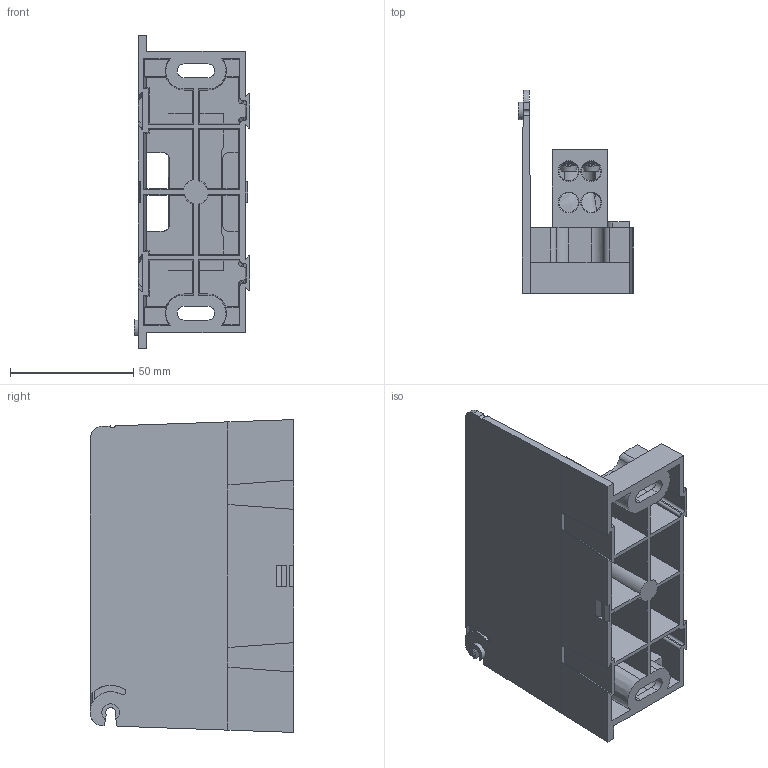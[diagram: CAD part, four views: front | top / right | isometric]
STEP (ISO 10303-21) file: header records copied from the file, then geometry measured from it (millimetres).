
FILE_DESCRIPTION (( 'STEP AP214' ), '1' );
FILE_NAME ('701911rev-ADDER.STEP', '2014-02-18T12:35:14', ( '' ), ( '' ), 'SwSTEP 2.0', 'SolidWorks 2013', '' );
FILE_SCHEMA (( 'AUTOMOTIVE_DESIGN' ));
Length unit declared in the file: inch
Products named in the file (1): 701911rev-ADDER
Bounding box: 46.93 x 82.55 x 127.01 mm (x, y, z)
Surface area: 59568.5 mm2 (no closed solid volume)
Topology: 0 solids, 19 shells, 277 faces, 918 edges, 654 vertices
Faces by surface type: plane 164, cylinder 68, cone 40, bspline 5
Full cylindrical faces by diameter (mm): 6.909 x3, 7.009 x4, 7.925 x6, 9.525 x1, 11.112 x1, 12.7 x1
Entity records: 17004 total; most frequent: CARTESIAN_POINT 9650, ORIENTED_EDGE 1449, DIRECTION 1359, EDGE_CURVE 856, VERTEX_POINT 631, VECTOR 541, LINE 541, AXIS2_PLACEMENT_3D 409
